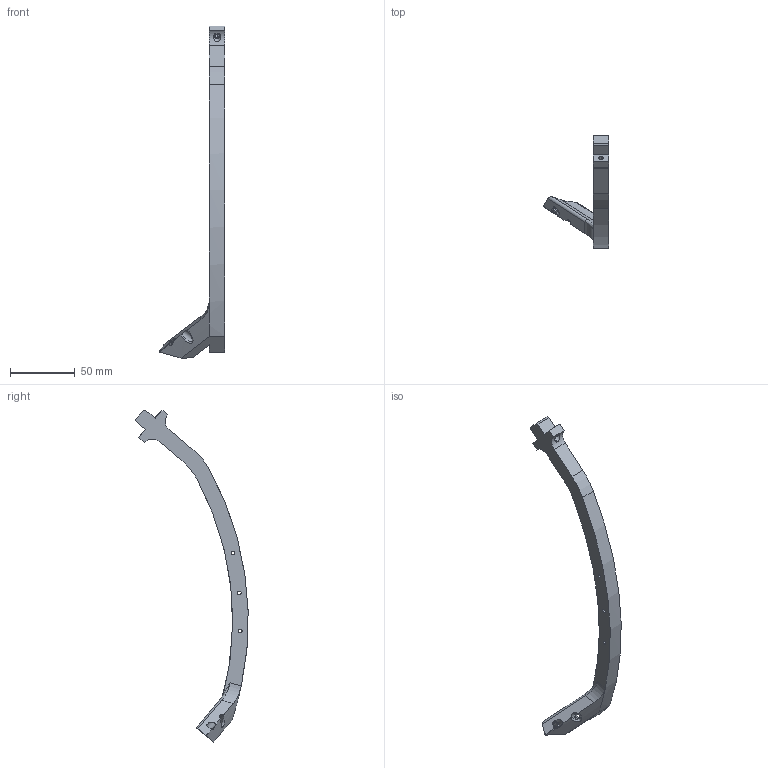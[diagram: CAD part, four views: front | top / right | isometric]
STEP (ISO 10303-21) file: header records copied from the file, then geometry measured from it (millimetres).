
FILE_DESCRIPTION (( 'STEP AP203' ), '1' );
FILE_NAME ('05_pole_v4.step', '2021-01-10T11:54:51', ( '' ), ( '' ), 'SwSTEP 2.0', 'SolidWorks 2020', '' );
FILE_SCHEMA (( 'CONFIG_CONTROL_DESIGN' ));
Length unit declared in the file: millimetre
Products named in the file (1): 05_pole_v4
Bounding box: 50.84 x 86.85 x 256.79 mm (x, y, z)
Volume: 47835.1 mm3; surface area: 16878.6 mm2
Topology: 1 solids, 1 shells, 71 faces, 196 edges, 128 vertices
Faces by surface type: cylinder 36, plane 27, bspline 8
Entity records: 2963 total; most frequent: CARTESIAN_POINT 1104, ORIENTED_EDGE 390, DIRECTION 349, EDGE_CURVE 195, VERTEX_POINT 128, AXIS2_PLACEMENT_3D 127, VECTOR 95, LINE 95
